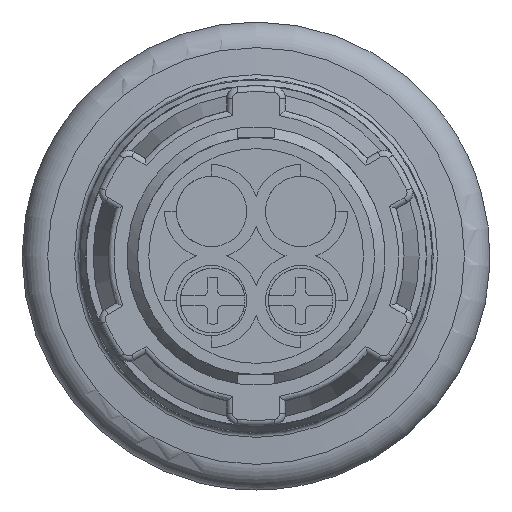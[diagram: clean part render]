
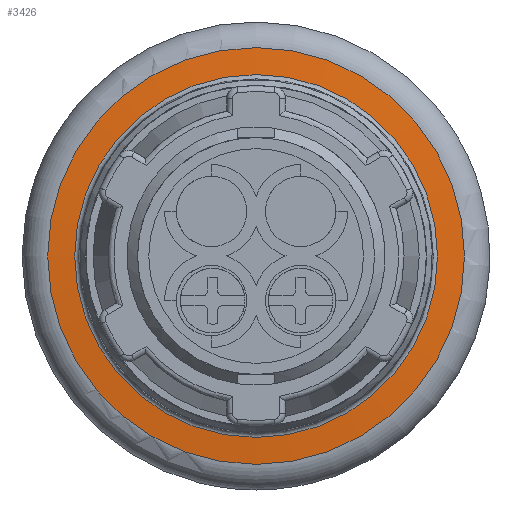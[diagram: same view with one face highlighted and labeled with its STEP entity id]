
A CAD part, front view. The second image highlights one B-rep face of the part: STEP entity #3426.
In plain terms, the highlighted conical face has half-angle 85 degrees and reference radius 16.61 mm.
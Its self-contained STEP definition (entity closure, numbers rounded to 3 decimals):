
#3426=ADVANCED_FACE('',(#8117,#8119),#8121,.T.);
#8117=FACE_BOUND('',#8118,.T.);
#8118=EDGE_LOOP('',(#11681,#11682));
#8119=FACE_BOUND('',#8120,.T.);
#8120=EDGE_LOOP('',(#11683,#11684));
#8121=CONICAL_SURFACE('',#8122,16.61,1.484);
#8122=AXIS2_PLACEMENT_3D('',#8123,#8124,#8125);
#8123=CARTESIAN_POINT('',(0.,26.582,0.));
#8124=DIRECTION('',(0.,1.,0.));
#8125=DIRECTION('',(0.,0.,-1.));
#11681=ORIENTED_EDGE('',*,*,#13790,.F.);
#11682=ORIENTED_EDGE('',*,*,#13789,.T.);
#11683=ORIENTED_EDGE('',*,*,#13791,.F.);
#11684=ORIENTED_EDGE('',*,*,#13792,.T.);
#13789=EDGE_CURVE('',#16102,#16103,#16104,.T.);
#13790=EDGE_CURVE('',#16102,#16103,#16105,.T.);
#13791=EDGE_CURVE('',#16106,#16107,#16108,.T.);
#13792=EDGE_CURVE('',#16106,#16107,#16109,.T.);
#16102=VERTEX_POINT('',#22327);
#16103=VERTEX_POINT('',#22328);
#16104=CIRCLE('',#22329,17.759);
#16105=CIRCLE('',#22333,17.759);
#16106=VERTEX_POINT('',#22337);
#16107=VERTEX_POINT('',#22338);
#16108=CIRCLE('',#22339,15.462);
#16109=CIRCLE('',#22343,15.462);
#22327=CARTESIAN_POINT('',(0.,26.683,-17.759));
#22328=CARTESIAN_POINT('',(0.,26.683,17.759));
#22329=AXIS2_PLACEMENT_3D('',#22330,#22331,#22332);
#22330=CARTESIAN_POINT('',(0.,26.683,0.));
#22331=DIRECTION('',(0.,-1.,0.));
#22332=DIRECTION('',(0.,0.,-1.));
#22333=AXIS2_PLACEMENT_3D('',#22334,#22335,#22336);
#22334=CARTESIAN_POINT('',(0.,26.683,0.));
#22335=DIRECTION('',(0.,1.,0.));
#22336=DIRECTION('',(0.,0.,-1.));
#22337=CARTESIAN_POINT('',(0.,26.482,-15.462));
#22338=CARTESIAN_POINT('',(0.,26.482,15.462));
#22339=AXIS2_PLACEMENT_3D('',#22340,#22341,#22342);
#22340=CARTESIAN_POINT('',(0.,26.482,0.));
#22341=DIRECTION('',(0.,-1.,0.));
#22342=DIRECTION('',(0.,0.,-1.));
#22343=AXIS2_PLACEMENT_3D('',#22344,#22345,#22346);
#22344=CARTESIAN_POINT('',(0.,26.482,0.));
#22345=DIRECTION('',(0.,1.,0.));
#22346=DIRECTION('',(0.,0.,-1.));
